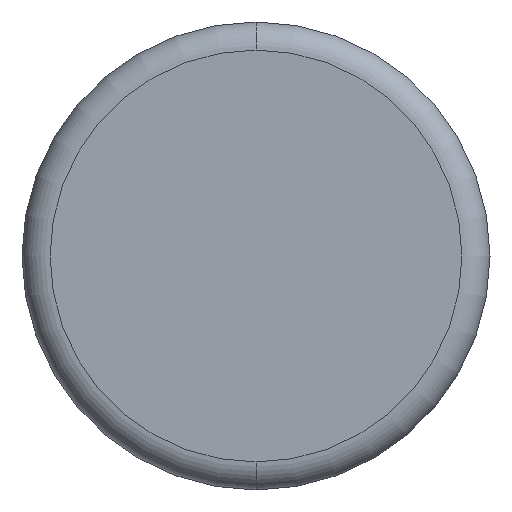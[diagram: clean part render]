
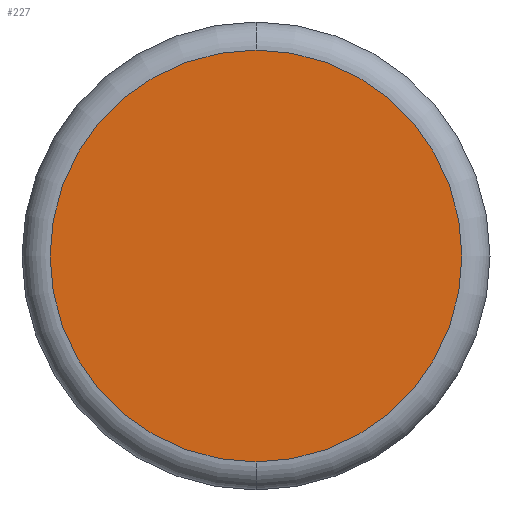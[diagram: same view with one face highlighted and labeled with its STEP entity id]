
A CAD part, front view. The second image highlights one B-rep face of the part: STEP entity #227.
In plain terms, the highlighted planar face has unit normal (0, -1, 0).
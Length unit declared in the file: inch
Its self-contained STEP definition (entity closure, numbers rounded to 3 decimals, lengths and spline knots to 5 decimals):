
#13 = CIRCLE ( 'NONE', #110, 0.11 ) ;
#30 = CARTESIAN_POINT ( 'NONE',  ( 0., 0., 0. ) ) ;
#31 = DIRECTION ( 'NONE',  ( 0., 0., -1. ) ) ;
#58 = DIRECTION ( 'NONE',  ( 0., 0., -1. ) ) ;
#91 = CARTESIAN_POINT ( 'NONE',  ( 0., 0., 0. ) ) ;
#110 = AXIS2_PLACEMENT_3D ( 'NONE', #30, #510, #31 ) ;
#119 = ORIENTED_EDGE ( 'NONE', *, *, #354, .T. ) ;
#134 = DIRECTION ( 'NONE',  ( 0., -1., 0. ) ) ;
#155 = FACE_OUTER_BOUND ( 'NONE', #349, .T. ) ;
#200 = CARTESIAN_POINT ( 'NONE',  ( 0., 0., 0.11 ) ) ;
#215 = VERTEX_POINT ( 'NONE', #200 ) ;
#227 = ADVANCED_FACE ( 'NONE', ( #155 ), #460, .T. ) ;
#258 = AXIS2_PLACEMENT_3D ( 'NONE', #91, #448, #58 ) ;
#311 = CARTESIAN_POINT ( 'NONE',  ( 0., 0., 0. ) ) ;
#329 = AXIS2_PLACEMENT_3D ( 'NONE', #311, #134, #479 ) ;
#349 = EDGE_LOOP ( 'NONE', ( #421, #119 ) ) ;
#354 = EDGE_CURVE ( 'NONE', #215, #525, #13, .T. ) ;
#421 = ORIENTED_EDGE ( 'NONE', *, *, #452, .T. ) ;
#448 = DIRECTION ( 'NONE',  ( 0., -1., 0. ) ) ;
#452 = EDGE_CURVE ( 'NONE', #525, #215, #469, .T. ) ;
#460 = PLANE ( 'NONE',  #258 ) ;
#469 = CIRCLE ( 'NONE', #329, 0.11 ) ;
#479 = DIRECTION ( 'NONE',  ( 0., 0., -1. ) ) ;
#493 = CARTESIAN_POINT ( 'NONE',  ( 0., 0., -0.11 ) ) ;
#510 = DIRECTION ( 'NONE',  ( 0., -1., 0. ) ) ;
#525 = VERTEX_POINT ( 'NONE', #493 ) ;
